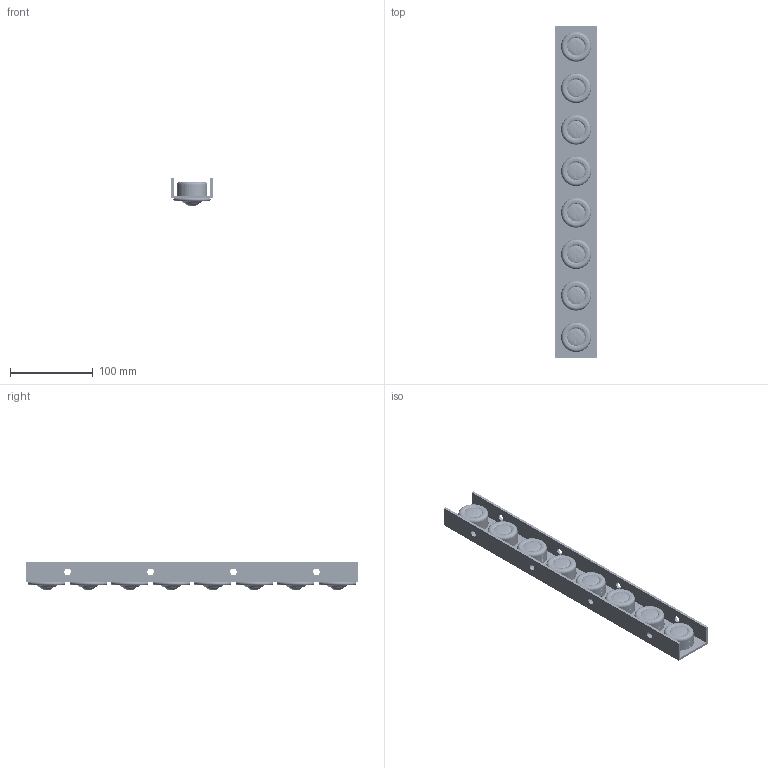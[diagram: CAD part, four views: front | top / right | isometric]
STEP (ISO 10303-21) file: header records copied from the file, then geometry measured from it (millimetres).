
FILE_DESCRIPTION((''),'2;1');
FILE_NAME('ASM0059_ASM','2019-02-14T',('Adam Harley'),(''),'PRO/ENGINEER BY PARAMETRIC TECHNOLOGY CORPORATION, 2013320','PRO/ENGINEER BY PARAMETRIC TECHNOLOGY CORPORATION, 2013320','');
FILE_SCHEMA(('CONFIG_CONTROL_DESIGN'));
Products named in the file (4): L22_RAIL_400_MANUFACTURING_R1; LC22-Z; 22BALL; ASM0059_ASM
Assembly tree (17 placements, depth 2):
  ASM0059_ASM
    L22_RAIL_400_MANUFACTURING_R1
    LC22-Z  x8
    22BALL  x8
Bounding box: 50 x 400 x 34.8 mm (x, y, z)
Volume: 294387.4 mm3; surface area: 139198 mm2
Topology: 17 solids, 17 shells, 18778 faces, 53648 edges, 35568 vertices
Faces by surface type: plane 18378, cylinder 160, torus 112, bspline 64, cone 32, sphere 32
Entity records: 77770 total; most frequent: CARTESIAN_POINT 16938, ORIENTED_EDGE 13606, DIRECTION 10981, EDGE_CURVE 6803, VECTOR 5413, LINE 5413, VERTEX_POINT 4516, AXIS2_PLACEMENT_3D 2784
